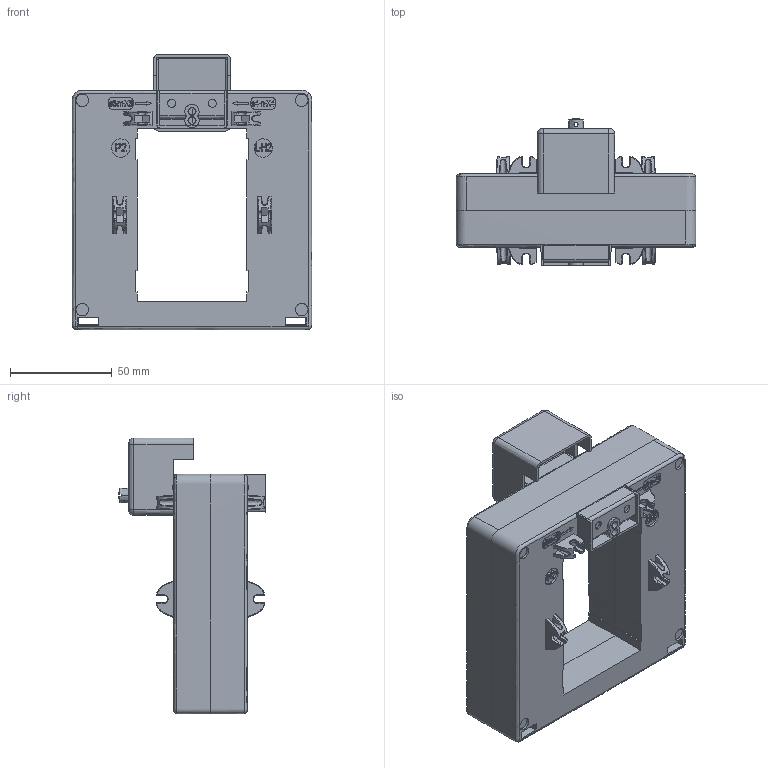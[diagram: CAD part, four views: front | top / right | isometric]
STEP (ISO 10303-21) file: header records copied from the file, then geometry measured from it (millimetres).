
FILE_DESCRIPTION(/* description */ (''),/* implementation_level */ '2;1');
FILE_NAME(/* name */ 'TAT085~1',/* time_stamp */ '2015-11-24T09:45:19+01:00',/* author */ (''),/* organization */ (''),/* preprocessor_version */ 'ST-DEVELOPER v15',/* originating_system */ '',/* authorisation */ '');
FILE_SCHEMA (('AUTOMOTIVE_DESIGN'));
Length unit declared in the file: millimetre
Products named in the file (1): Document
Bounding box: 118 x 72.24 x 135.75 mm (x, y, z)
Volume: 348257.9 mm3; surface area: 70355.8 mm2
Topology: 23 solids, 23 shells, 1196 faces, 3024 edges, 1944 vertices
Faces by surface type: bspline 689, plane 507
Entity records: 46748 total; most frequent: CARTESIAN_POINT 27710, ORIENTED_EDGE 6024, EDGE_CURVE 3012, B_SPLINE_CURVE_WITH_KNOTS 2395, VERTEX_POINT 1953, EDGE_LOOP 1294, ADVANCED_FACE 1196, FACE_OUTER_BOUND 1196
